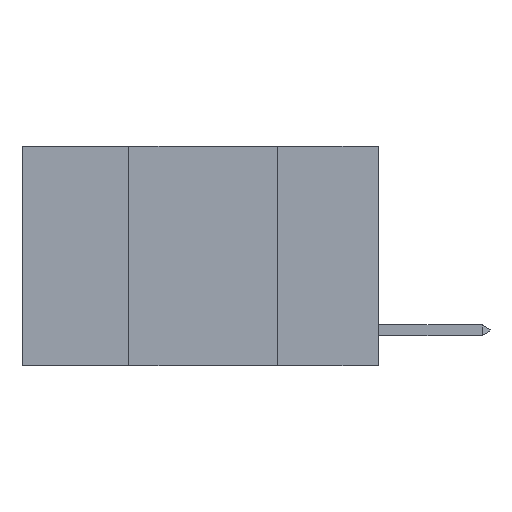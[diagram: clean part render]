
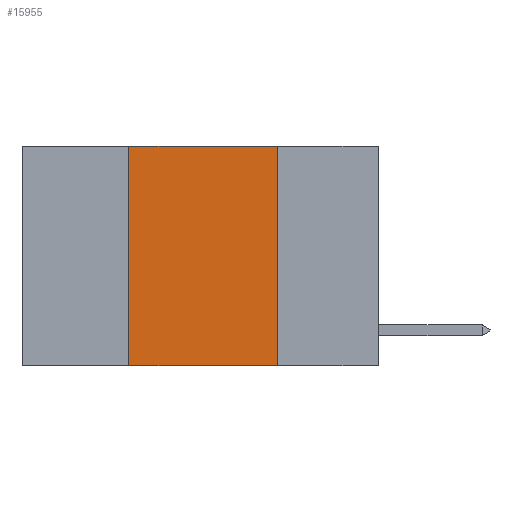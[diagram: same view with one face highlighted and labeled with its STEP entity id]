
A CAD part, left-side view. The second image highlights one B-rep face of the part: STEP entity #15955.
In plain terms, the highlighted planar face has unit normal (-1, 0, 0).
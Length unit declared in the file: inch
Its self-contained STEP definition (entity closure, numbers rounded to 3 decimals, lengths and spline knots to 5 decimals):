
#829 = CARTESIAN_POINT ( 'NONE',  ( 0., 0.42, 0. ) ) ;
#1032 = CARTESIAN_POINT ( 'NONE',  ( 0., 0.42, 0. ) ) ;
#1136 = CARTESIAN_POINT ( 'NONE',  ( 0., 0.6, 0. ) ) ;
#1191 = ORIENTED_EDGE ( 'NONE', *, *, #10571, .F. ) ;
#2326 = EDGE_CURVE ( 'NONE', #8696, #9270, #15050, .T. ) ;
#2354 = VECTOR ( 'NONE', #3755, 39.37008 ) ;
#2378 = DIRECTION ( 'NONE',  ( 0., 0., 1. ) ) ;
#3469 = CARTESIAN_POINT ( 'NONE',  ( 0., 0.6, 0. ) ) ;
#3632 = FACE_OUTER_BOUND ( 'NONE', #8104, .T. ) ;
#3755 = DIRECTION ( 'NONE',  ( 0., -1., 0. ) ) ;
#4029 = VERTEX_POINT ( 'NONE', #13914 ) ;
#4607 = CARTESIAN_POINT ( 'NONE',  ( 0., 0.42, -0.37 ) ) ;
#4650 = VECTOR ( 'NONE', #4982, 39.37008 ) ;
#4982 = DIRECTION ( 'NONE',  ( 0., -1., 0. ) ) ;
#5104 = ORIENTED_EDGE ( 'NONE', *, *, #2326, .T. ) ;
#5769 = ORIENTED_EDGE ( 'NONE', *, *, #6680, .F. ) ;
#5904 = CARTESIAN_POINT ( 'NONE',  ( 0., 0.17, -0.37 ) ) ;
#5909 = LINE ( 'NONE', #15986, #7307 ) ;
#6680 = EDGE_CURVE ( 'NONE', #8696, #9236, #9971, .T. ) ;
#7089 = DIRECTION ( 'NONE',  ( 1., 0., 0. ) ) ;
#7307 = VECTOR ( 'NONE', #14821, 39.37008 ) ;
#7551 = CARTESIAN_POINT ( 'NONE',  ( 0., 0.6, -0.37 ) ) ;
#8104 = EDGE_LOOP ( 'NONE', ( #1191, #9469, #5769, #5104 ) ) ;
#8696 = VERTEX_POINT ( 'NONE', #4607 ) ;
#9236 = VERTEX_POINT ( 'NONE', #829 ) ;
#9270 = VERTEX_POINT ( 'NONE', #5904 ) ;
#9469 = ORIENTED_EDGE ( 'NONE', *, *, #15566, .F. ) ;
#9873 = PLANE ( 'NONE',  #11753 ) ;
#9971 = LINE ( 'NONE', #1032, #12293 ) ;
#10571 = EDGE_CURVE ( 'NONE', #4029, #9270, #5909, .T. ) ;
#11753 = AXIS2_PLACEMENT_3D ( 'NONE', #3469, #7089, #14841 ) ;
#12293 = VECTOR ( 'NONE', #2378, 39.37008 ) ;
#13801 = LINE ( 'NONE', #1136, #4650 ) ;
#13914 = CARTESIAN_POINT ( 'NONE',  ( 0., 0.17, 0. ) ) ;
#14821 = DIRECTION ( 'NONE',  ( 0., 0., -1. ) ) ;
#14841 = DIRECTION ( 'NONE',  ( 0., 0., -1. ) ) ;
#15050 = LINE ( 'NONE', #7551, #2354 ) ;
#15566 = EDGE_CURVE ( 'NONE', #9236, #4029, #13801, .T. ) ;
#15955 = ADVANCED_FACE ( 'NONE', ( #3632 ), #9873, .F. ) ;
#15986 = CARTESIAN_POINT ( 'NONE',  ( 0., 0.17, 0. ) ) ;
